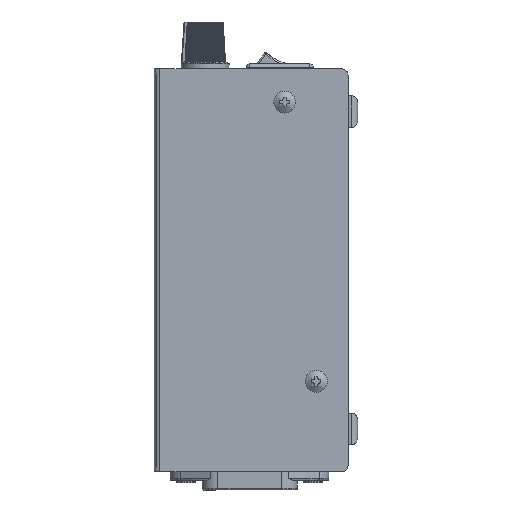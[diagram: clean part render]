
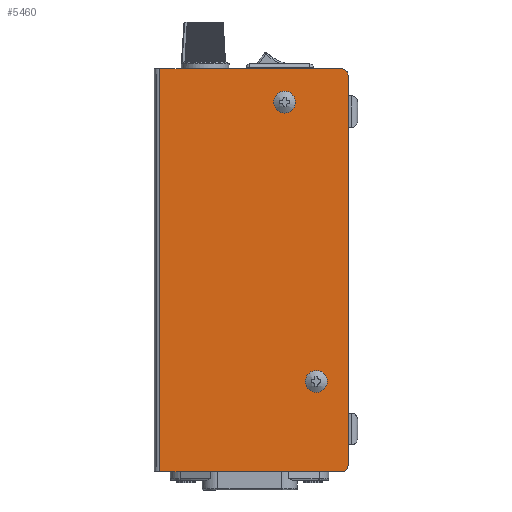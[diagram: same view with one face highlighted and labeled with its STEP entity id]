
A CAD part, left-side view. The second image highlights one B-rep face of the part: STEP entity #5460.
In plain terms, the highlighted planar face has unit normal (-1, 0, 0).
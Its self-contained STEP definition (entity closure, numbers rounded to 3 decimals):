
#598 = ORIENTED_EDGE ( 'NONE', *, *, #24806, .F. ) ;
#599 = ORIENTED_EDGE ( 'NONE', *, *, #24796, .F. ) ;
#604 = ORIENTED_EDGE ( 'NONE', *, *, #24748, .F. ) ;
#615 = ORIENTED_EDGE ( 'NONE', *, *, #24747, .F. ) ;
#813 = ORIENTED_EDGE ( 'NONE', *, *, #24781, .F. ) ;
#817 = ORIENTED_EDGE ( 'NONE', *, *, #24738, .F. ) ;
#861 = ORIENTED_EDGE ( 'NONE', *, *, #24797, .F. ) ;
#893 = ORIENTED_EDGE ( 'NONE', *, *, #24754, .F. ) ;
#2013 = VERTEX_POINT ( 'NONE', #2672 ) ;
#2016 = VERTEX_POINT ( 'NONE', #2697 ) ;
#2059 = VERTEX_POINT ( 'NONE', #2650 ) ;
#2061 = VERTEX_POINT ( 'NONE', #2677 ) ;
#2088 = VERTEX_POINT ( 'NONE', #4145 ) ;
#2105 = VERTEX_POINT ( 'NONE', #4126 ) ;
#2650 = CARTESIAN_POINT ( 'NONE',  ( -32.326, -9.564, -53.249 ) ) ;
#2672 = CARTESIAN_POINT ( 'NONE',  ( -32.326, -11.564, -51.249 ) ) ;
#2677 = CARTESIAN_POINT ( 'NONE',  ( -32.326, 47.699, -53.249 ) ) ;
#2697 = CARTESIAN_POINT ( 'NONE',  ( -32.326, -11.564, 71.751 ) ) ;
#4126 = CARTESIAN_POINT ( 'NONE',  ( -32.326, -9.564, 73.751 ) ) ;
#4145 = CARTESIAN_POINT ( 'NONE',  ( -32.326, 47.699, 73.751 ) ) ;
#5460 = ADVANCED_FACE ( 'NONE', ( #21704, #21733, #21693 ), #21695, .F. ) ;
#8792 = AXIS2_PLACEMENT_3D ( 'NONE', #21700, #21701, #21740 ) ;
#9028 = EDGE_LOOP ( 'NONE', ( #861 ) ) ;
#9046 = EDGE_LOOP ( 'NONE', ( #598 ) ) ;
#9088 = EDGE_LOOP ( 'NONE', ( #604, #817, #893, #599, #615, #813 ) ) ;
#17960 = CIRCLE ( 'NONE', #17961, 2. ) ;
#17961 = AXIS2_PLACEMENT_3D ( 'NONE', #26685, #26674, #26686 ) ;
#17962 = CIRCLE ( 'NONE', #17964, 2. ) ;
#17964 = AXIS2_PLACEMENT_3D ( 'NONE', #26719, #26743, #26730 ) ;
#17972 = VECTOR ( 'NONE', #26679, 1000. ) ;
#17990 = VECTOR ( 'NONE', #26708, 1000. ) ;
#18023 = AXIS2_PLACEMENT_3D ( 'NONE', #26956, #26950, #26960 ) ;
#18024 = VECTOR ( 'NONE', #26957, 1000. ) ;
#18025 = CIRCLE ( 'NONE', #18023, 2. ) ;
#18040 = CIRCLE ( 'NONE', #18059, 2. ) ;
#18055 = VECTOR ( 'NONE', #26909, 1000. ) ;
#18059 = AXIS2_PLACEMENT_3D ( 'NONE', #26987, #26969, #26998 ) ;
#21693 = FACE_BOUND ( 'NONE', #9028, .T. ) ;
#21695 = PLANE ( 'NONE',  #8792 ) ;
#21700 = CARTESIAN_POINT ( 'NONE',  ( -32.326, 48.436, -53.249 ) ) ;
#21701 = DIRECTION ( 'NONE',  ( 1., 0., 0. ) ) ;
#21704 = FACE_OUTER_BOUND ( 'NONE', #9088, .T. ) ;
#21733 = FACE_BOUND ( 'NONE', #9046, .T. ) ;
#21740 = DIRECTION ( 'NONE',  ( 0., 1., 0. ) ) ;
#24738 = EDGE_CURVE ( 'NONE', #2016, #2013, #26643, .T. ) ;
#24747 = EDGE_CURVE ( 'NONE', #2061, #2088, #26677, .T. ) ;
#24748 = EDGE_CURVE ( 'NONE', #2013, #2059, #17960, .T. ) ;
#24754 = EDGE_CURVE ( 'NONE', #2105, #2016, #17962, .T. ) ;
#24781 = EDGE_CURVE ( 'NONE', #2059, #2061, #26845, .T. ) ;
#24796 = EDGE_CURVE ( 'NONE', #2088, #2105, #26966, .T. ) ;
#24797 = EDGE_CURVE ( 'NONE', #33801, #33801, #18025, .T. ) ;
#24806 = EDGE_CURVE ( 'NONE', #33829, #33829, #18040, .T. ) ;
#26643 = LINE ( 'NONE', #26651, #17972 ) ;
#26651 = CARTESIAN_POINT ( 'NONE',  ( -32.326, -11.564, -53.249 ) ) ;
#26674 = DIRECTION ( 'NONE',  ( 1., 0., 0. ) ) ;
#26675 = CARTESIAN_POINT ( 'NONE',  ( -32.326, 47.699, -53.249 ) ) ;
#26677 = LINE ( 'NONE', #26675, #17990 ) ;
#26679 = DIRECTION ( 'NONE',  ( 0., 0., -1. ) ) ;
#26685 = CARTESIAN_POINT ( 'NONE',  ( -32.326, -9.564, -51.249 ) ) ;
#26686 = DIRECTION ( 'NONE',  ( 0., 1., 0. ) ) ;
#26708 = DIRECTION ( 'NONE',  ( 0., 0., 1. ) ) ;
#26719 = CARTESIAN_POINT ( 'NONE',  ( -32.326, -9.564, 71.751 ) ) ;
#26730 = DIRECTION ( 'NONE',  ( 0., 1., 0. ) ) ;
#26743 = DIRECTION ( 'NONE',  ( 1., 0., 0. ) ) ;
#26845 = LINE ( 'NONE', #26915, #18055 ) ;
#26909 = DIRECTION ( 'NONE',  ( 0., 1., 0. ) ) ;
#26915 = CARTESIAN_POINT ( 'NONE',  ( -32.326, 48.436, -53.249 ) ) ;
#26949 = CARTESIAN_POINT ( 'NONE',  ( -32.326, 48.436, 73.751 ) ) ;
#26950 = DIRECTION ( 'NONE',  ( -1., 0., 0. ) ) ;
#26956 = CARTESIAN_POINT ( 'NONE',  ( -32.326, 8.436, 63.251 ) ) ;
#26957 = DIRECTION ( 'NONE',  ( 0., -1., 0. ) ) ;
#26960 = DIRECTION ( 'NONE',  ( 0., 0., -1. ) ) ;
#26966 = LINE ( 'NONE', #26949, #18024 ) ;
#26969 = DIRECTION ( 'NONE',  ( -1., 0., 0. ) ) ;
#26987 = CARTESIAN_POINT ( 'NONE',  ( -32.326, -1.564, -24.749 ) ) ;
#26998 = DIRECTION ( 'NONE',  ( 0., 0., -1. ) ) ;
#33801 = VERTEX_POINT ( 'NONE', #33819 ) ;
#33819 = CARTESIAN_POINT ( 'NONE',  ( -32.326, 8.436, 61.251 ) ) ;
#33829 = VERTEX_POINT ( 'NONE', #33897 ) ;
#33897 = CARTESIAN_POINT ( 'NONE',  ( -32.326, -1.564, -26.749 ) ) ;
